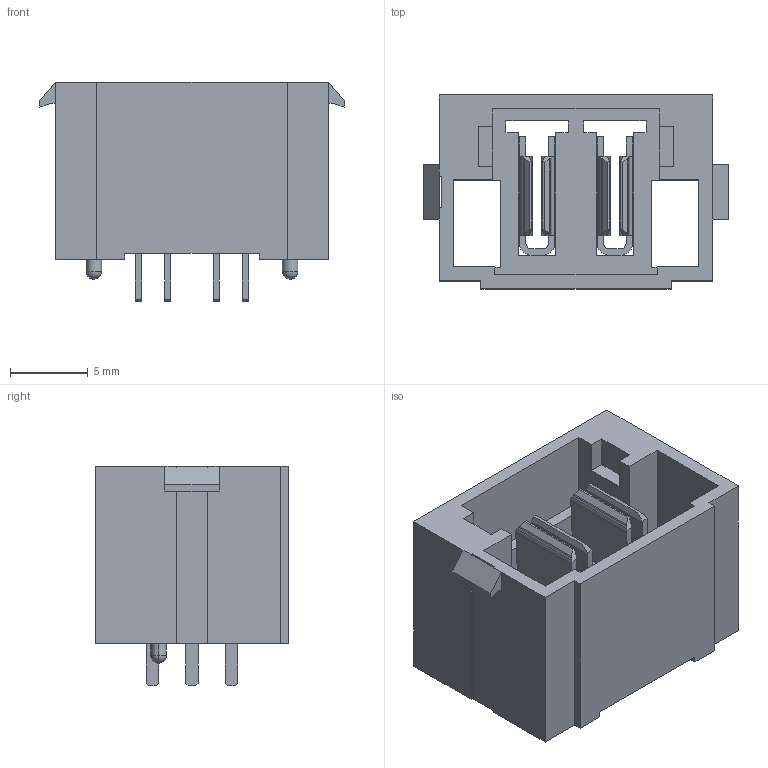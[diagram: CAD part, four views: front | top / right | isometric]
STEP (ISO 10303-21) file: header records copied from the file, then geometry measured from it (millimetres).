
FILE_DESCRIPTION (( 'STEP AP214' ), '1' );
FILE_NAME ('MPT-02-6.30-01-L-V.STEP', '2018-06-15T11:48:54', ( '' ), ( '' ), 'SwSTEP 2.0', 'SolidWorks 2018', '' );
FILE_SCHEMA (( 'AUTOMOTIVE_DESIGN' ));
Length unit declared in the file: millimetre
Products named in the file (3): _MPT0201pins3_4; MPT-02-6.30-01-L-V; _MPT02_SDterminal1_2
Assembly tree (2 placements, depth 2):
  MPT-02-6.30-01-L-V
    _MPT02_SDterminal1_2
    _MPT0201pins3_4
Bounding box: 19.56 x 12.45 x 14.1 mm (x, y, z)
Volume: 1332.8 mm3; surface area: 2435.7 mm2
Topology: 2 solids, 2 shells, 248 faces, 733 edges, 480 vertices
Faces by surface type: plane 220, cylinder 24, sphere 4
Entity records: 10943 total; most frequent: CARTESIAN_POINT 1538, ORIENTED_EDGE 1450, DIRECTION 1247, EDGE_CURVE 725, VECTOR 661, LINE 661, VERTEX_POINT 480, AXIS2_PLACEMENT_3D 293
